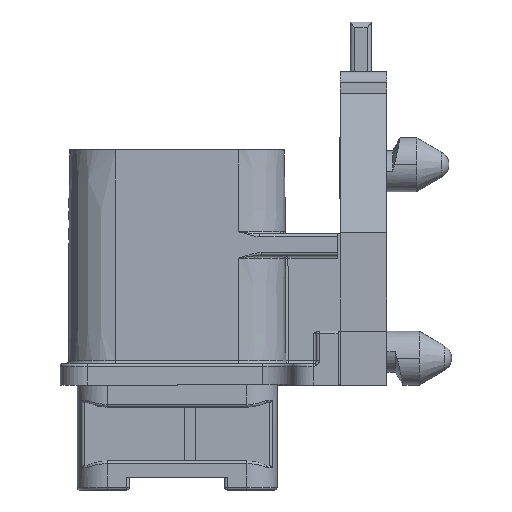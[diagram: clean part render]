
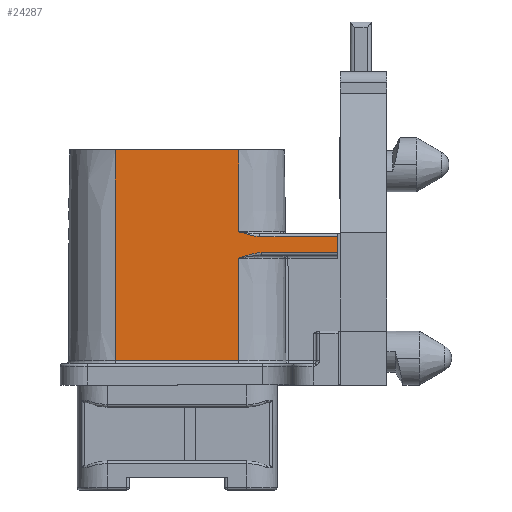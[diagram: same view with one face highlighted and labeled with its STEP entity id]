
A CAD part, front view. The second image highlights one B-rep face of the part: STEP entity #24287.
In plain terms, the highlighted planar face has unit normal (0, -1, 0.004).
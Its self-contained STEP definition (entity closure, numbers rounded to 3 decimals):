
#55=DIRECTION('',(1.,0.,0.));
#56=VECTOR('',#55,11.4);
#57=CARTESIAN_POINT('',(-5.7,-8.914,17.67));
#58=LINE('',#57,#56);
#1814=DIRECTION('',(0.,-0.004,-1.));
#1815=VECTOR('',#1814,19.521);
#1816=CARTESIAN_POINT('',(-5.7,-8.914,17.67));
#1817=LINE('',#1816,#1815);
#1828=DIRECTION('',(1.,0.,0.));
#1829=VECTOR('',#1828,7.193);
#1830=CARTESIAN_POINT('',(7.657,-8.949,9.651));
#1831=LINE('',#1830,#1829);
#1832=DIRECTION('',(0.,0.004,1.));
#1833=VECTOR('',#1832,1.501);
#1834=CARTESIAN_POINT('',(14.85,-8.955,8.15));
#1835=LINE('',#1834,#1833);
#1836=DIRECTION('',(1.,0.,0.));
#1837=VECTOR('',#1836,7.07);
#1838=CARTESIAN_POINT('',(7.78,-8.955,8.151));
#1839=LINE('',#1838,#1837);
#1840=CARTESIAN_POINT('',(7.78,-8.955,8.151));
#1841=CARTESIAN_POINT('',(7.729,-8.955,8.151));
#1842=CARTESIAN_POINT('',(7.621,-8.955,8.148));
#1843=CARTESIAN_POINT('',(7.438,-8.955,8.131));
#1844=CARTESIAN_POINT('',(7.232,-8.955,8.101));
#1845=CARTESIAN_POINT('',(6.999,-8.956,8.054));
#1846=CARTESIAN_POINT('',(6.738,-8.956,7.989));
#1847=CARTESIAN_POINT('',(6.545,-8.956,7.932));
#1848=CARTESIAN_POINT('',(6.443,-8.956,7.9));
#1850=DIRECTION('',(1.,0.,0.));
#1851=VECTOR('',#1850,11.4);
#1852=CARTESIAN_POINT('',(-5.7,-8.999,
-1.851));
#1853=LINE('',#1852,#1851);
#1854=DIRECTION('',(0.,-0.004,-1.));
#1855=VECTOR('',#1854,7.571);
#1856=CARTESIAN_POINT('',(5.7,-8.914,17.67));
#1857=LINE('',#1856,#1855);
#1858=CARTESIAN_POINT('',(5.7,-8.947,10.099));
#1859=CARTESIAN_POINT('',(5.817,-8.947,10.06));
#1860=CARTESIAN_POINT('',(6.041,-8.947,9.986));
#1861=CARTESIAN_POINT('',(6.351,-8.948,9.888));
#1862=CARTESIAN_POINT('',(6.634,-8.948,9.807));
#1863=CARTESIAN_POINT('',(6.888,-8.948,9.745));
#1864=CARTESIAN_POINT('',(7.116,-8.949,9.7));
#1865=CARTESIAN_POINT('',(7.32,-8.949,9.67));
#1866=CARTESIAN_POINT('',(7.5,-8.949,9.654));
#1867=CARTESIAN_POINT('',(7.607,-8.949,9.651));
#1868=CARTESIAN_POINT('',(7.657,-8.949,9.651));
#1999=DIRECTION('',(0.,0.004,1.));
#2000=VECTOR('',#1999,9.5);
#2001=CARTESIAN_POINT('',(5.7,-8.999,
-1.851));
#2002=LINE('',#2001,#2000);
#2008=CARTESIAN_POINT('',(5.7,-8.957,7.649));
#2015=CARTESIAN_POINT('',(6.443,-8.956,7.9));
#2016=CARTESIAN_POINT('',(6.412,-8.956,7.89));
#2017=CARTESIAN_POINT('',(6.35,-8.956,7.871));
#2018=CARTESIAN_POINT('',(6.257,-8.957,7.841));
#2019=CARTESIAN_POINT('',(6.164,-8.957,7.81));
#2020=CARTESIAN_POINT('',(6.072,-8.957,7.778));
#2021=CARTESIAN_POINT('',(5.98,-8.957,7.747));
#2022=CARTESIAN_POINT('',(5.888,-8.957,7.715));
#2023=CARTESIAN_POINT('',(5.795,-8.957,7.682));
#2024=CARTESIAN_POINT('',(5.732,-8.957,7.66));
#2025=CARTESIAN_POINT('',(5.7,-8.957,7.649));
#2046=CARTESIAN_POINT('',(14.85,-8.955,8.149));
#12263=CARTESIAN_POINT('',(5.7,-8.947,10.099));
#21424=CARTESIAN_POINT('',(7.78,-8.955,
8.151));
#21426=VERTEX_POINT('',#21424);
#21427=VERTEX_POINT('',#2008);
#21605=CARTESIAN_POINT('',(-5.7,-8.914,17.67));
#21606=CARTESIAN_POINT('',(5.7,-8.914,17.67));
#21607=VERTEX_POINT('',#21605);
#21608=VERTEX_POINT('',#21606);
#21718=CARTESIAN_POINT('',(5.7,-8.999,-1.851));
#21720=VERTEX_POINT('',#21718);
#21724=CARTESIAN_POINT('',(-5.7,-8.999,
-1.851));
#21725=VERTEX_POINT('',#21724);
#21767=VERTEX_POINT('',#1848);
#21768=VERTEX_POINT('',#12263);
#21770=VERTEX_POINT('',#1868);
#21867=VERTEX_POINT('',#2046);
#21868=CARTESIAN_POINT('',(14.85,-8.949,9.651));
#21869=VERTEX_POINT('',#21868);
#24261=CARTESIAN_POINT('',(-5.7,-9.,-2.1));
#24262=DIRECTION('',(0.,-1.,0.004));
#24263=DIRECTION('',(1.,0.,0.));
#24264=AXIS2_PLACEMENT_3D('',#24261,#24262,#24263);
#24265=PLANE('',#24264);
#24267=ORIENTED_EDGE('',*,*,#24266,.T.);
#24269=ORIENTED_EDGE('',*,*,#24268,.F.);
#24271=ORIENTED_EDGE('',*,*,#24270,.F.);
#24273=ORIENTED_EDGE('',*,*,#24272,.T.);
#24275=ORIENTED_EDGE('',*,*,#24274,.T.);
#24277=ORIENTED_EDGE('',*,*,#24276,.F.);
#24278=ORIENTED_EDGE('',*,*,#24254,.F.);
#24279=ORIENTED_EDGE('',*,*,#24229,.F.);
#24280=ORIENTED_EDGE('',*,*,#22465,.T.);
#24282=ORIENTED_EDGE('',*,*,#24281,.T.);
#24284=ORIENTED_EDGE('',*,*,#24283,.T.);
#24285=EDGE_LOOP('',(#24267,#24269,#24271,#24273,#24275,#24277,#24278,#24279,
#24280,#24282,#24284));
#24286=FACE_OUTER_BOUND('',#24285,.F.);
#24287=ADVANCED_FACE('',(#24286),#24265,.T.);
#1849=B_SPLINE_CURVE_WITH_KNOTS('',3,(#1840,#1841,#1842,#1843,#1844,#1845,#1846,
#1847,#1848),.UNSPECIFIED.,.F.,.F.,(4,1,1,1,1,1,4),(0.,0.167,
0.333,0.5,0.667,0.833,1.),
.UNSPECIFIED.);
#1869=B_SPLINE_CURVE_WITH_KNOTS('',3,(#1858,#1859,#1860,#1861,#1862,#1863,#1864,
#1865,#1866,#1867,#1868),.UNSPECIFIED.,.F.,.F.,(4,1,1,1,1,1,1,1,4),(0.,
0.125,0.25,0.375,0.5,0.625,0.75,0.875,1.),.UNSPECIFIED.);
#2026=B_SPLINE_CURVE_WITH_KNOTS('',3,(#2015,#2016,#2017,#2018,#2019,#2020,#2021,
#2022,#2023,#2024,#2025),.UNSPECIFIED.,.F.,.F.,(4,1,1,1,1,1,1,1,4),(0.,
0.125,0.25,0.375,0.5,0.625,0.75,0.875,1.),.UNSPECIFIED.);
#22465=EDGE_CURVE('',#21607,#21608,#58,.T.);
#24229=EDGE_CURVE('',#21607,#21725,#1817,.T.);
#24254=EDGE_CURVE('',#21725,#21720,#1853,.T.);
#24266=EDGE_CURVE('',#21770,#21869,#1831,.T.);
#24268=EDGE_CURVE('',#21867,#21869,#1835,.T.);
#24270=EDGE_CURVE('',#21426,#21867,#1839,.T.);
#24272=EDGE_CURVE('',#21426,#21767,#1849,.T.);
#24274=EDGE_CURVE('',#21767,#21427,#2026,.T.);
#24276=EDGE_CURVE('',#21720,#21427,#2002,.T.);
#24281=EDGE_CURVE('',#21608,#21768,#1857,.T.);
#24283=EDGE_CURVE('',#21768,#21770,#1869,.T.);
